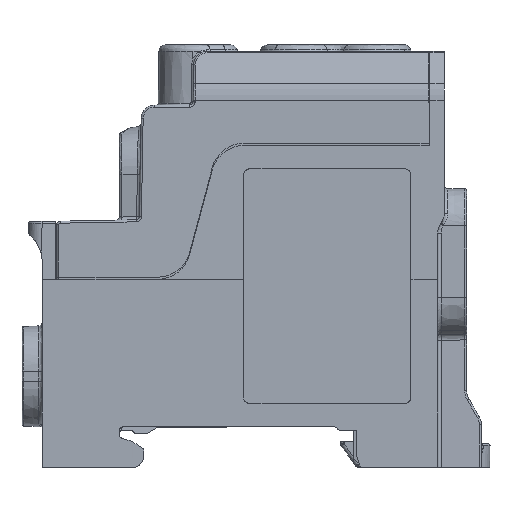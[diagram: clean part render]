
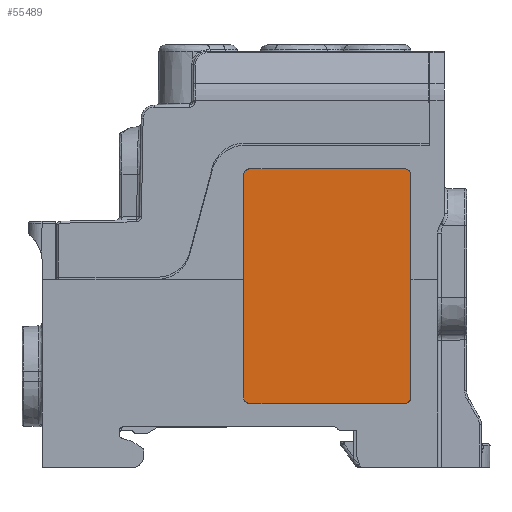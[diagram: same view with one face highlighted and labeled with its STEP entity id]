
A CAD part, left-side view. The second image highlights one B-rep face of the part: STEP entity #55489.
In plain terms, the highlighted planar face has unit normal (-1, 0, 0).
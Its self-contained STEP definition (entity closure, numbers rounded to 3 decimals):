
#10988=AXIS2_PLACEMENT_3D('Circle Axis2P3D',#10986,#10987,$) ;
#11059=AXIS2_PLACEMENT_3D('Circle Axis2P3D',#11057,#11058,$) ;
#55444=AXIS2_PLACEMENT_3D('Plane Axis2P3D',#55441,#55442,#55443) ;
#55455=AXIS2_PLACEMENT_3D('Circle Axis2P3D',#55453,#55454,$) ;
#55469=AXIS2_PLACEMENT_3D('Circle Axis2P3D',#55467,#55468,$) ;
#10981=CARTESIAN_POINT('Vertex',(0.2,36.795,43.5)) ;
#10986=CARTESIAN_POINT('Axis2P3D Location',(0.2,35.795,43.5)) ;
#10990=CARTESIAN_POINT('Vertex',(0.2,35.795,44.5)) ;
#11026=CARTESIAN_POINT('Line Origine',(0.2,24.295,44.5)) ;
#11030=CARTESIAN_POINT('Vertex',(0.2,12.795,44.5)) ;
#11057=CARTESIAN_POINT('Axis2P3D Location',(0.2,12.795,43.5)) ;
#11061=CARTESIAN_POINT('Vertex',(0.2,11.795,43.5)) ;
#55441=CARTESIAN_POINT('Axis2P3D Location',(0.2,10.795,8.)) ;
#55446=CARTESIAN_POINT('Line Origine',(0.2,36.795,27.)) ;
#55450=CARTESIAN_POINT('Vertex',(0.2,36.795,10.5)) ;
#55453=CARTESIAN_POINT('Axis2P3D Location',(0.2,35.795,10.5)) ;
#55457=CARTESIAN_POINT('Vertex',(0.2,35.795,9.5)) ;
#55460=CARTESIAN_POINT('Line Origine',(0.2,24.295,9.5)) ;
#55464=CARTESIAN_POINT('Vertex',(0.2,12.795,9.5)) ;
#55467=CARTESIAN_POINT('Axis2P3D Location',(0.2,12.795,10.5)) ;
#55471=CARTESIAN_POINT('Vertex',(0.2,11.795,10.5)) ;
#55474=CARTESIAN_POINT('Line Origine',(0.2,11.795,27.)) ;
#10987=DIRECTION('Axis2P3D Direction',(-1.,0.,0.)) ;
#11027=DIRECTION('Vector Direction',(0.,1.,0.)) ;
#11058=DIRECTION('Axis2P3D Direction',(-1.,0.,0.)) ;
#55442=DIRECTION('Axis2P3D Direction',(-1.,0.,0.)) ;
#55443=DIRECTION('Axis2P3D XDirection',(0.,0.,1.)) ;
#55447=DIRECTION('Vector Direction',(0.,0.,1.)) ;
#55454=DIRECTION('Axis2P3D Direction',(-1.,0.,0.)) ;
#55461=DIRECTION('Vector Direction',(0.,-1.,0.)) ;
#55468=DIRECTION('Axis2P3D Direction',(-1.,0.,0.)) ;
#55475=DIRECTION('Vector Direction',(0.,0.,-1.)) ;
#11028=VECTOR('Line Direction',#11027,1.) ;
#55448=VECTOR('Line Direction',#55447,1.) ;
#55462=VECTOR('Line Direction',#55461,1.) ;
#55476=VECTOR('Line Direction',#55475,1.) ;
#55480=ORIENTED_EDGE('',*,*,#11063,.T.) ;
#55481=ORIENTED_EDGE('',*,*,#11032,.T.) ;
#55482=ORIENTED_EDGE('',*,*,#10992,.T.) ;
#55483=ORIENTED_EDGE('',*,*,#55452,.F.) ;
#55484=ORIENTED_EDGE('',*,*,#55459,.T.) ;
#55485=ORIENTED_EDGE('',*,*,#55466,.T.) ;
#55486=ORIENTED_EDGE('',*,*,#55473,.T.) ;
#55487=ORIENTED_EDGE('',*,*,#55478,.F.) ;
#55489=ADVANCED_FACE('NONE',(#55488),#55445,.T.) ;
#10989=CIRCLE('generated circle',#10988,1.) ;
#11060=CIRCLE('generated circle',#11059,1.) ;
#55456=CIRCLE('generated circle',#55455,1.) ;
#55470=CIRCLE('generated circle',#55469,1.) ;
#10992=EDGE_CURVE('',#10991,#10982,#10989,.T.) ;
#11032=EDGE_CURVE('',#11031,#10991,#11029,.T.) ;
#11063=EDGE_CURVE('',#11062,#11031,#11060,.T.) ;
#55452=EDGE_CURVE('',#55451,#10982,#55449,.T.) ;
#55459=EDGE_CURVE('',#55451,#55458,#55456,.T.) ;
#55466=EDGE_CURVE('',#55458,#55465,#55463,.T.) ;
#55473=EDGE_CURVE('',#55465,#55472,#55470,.T.) ;
#55478=EDGE_CURVE('',#11062,#55472,#55477,.T.) ;
#55479=EDGE_LOOP('',(#55480,#55481,#55482,#55483,#55484,#55485,#55486,#55487)) ;
#55488=FACE_OUTER_BOUND('',#55479,.T.) ;
#11029=LINE('Line',#11026,#11028) ;
#55449=LINE('Line',#55446,#55448) ;
#55463=LINE('Line',#55460,#55462) ;
#55477=LINE('Line',#55474,#55476) ;
#55445=PLANE('',#55444) ;
#10982=VERTEX_POINT('',#10981) ;
#10991=VERTEX_POINT('',#10990) ;
#11031=VERTEX_POINT('',#11030) ;
#11062=VERTEX_POINT('',#11061) ;
#55451=VERTEX_POINT('',#55450) ;
#55458=VERTEX_POINT('',#55457) ;
#55465=VERTEX_POINT('',#55464) ;
#55472=VERTEX_POINT('',#55471) ;
